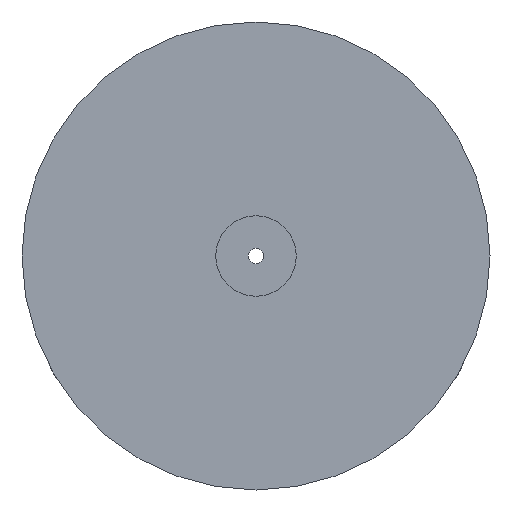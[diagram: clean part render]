
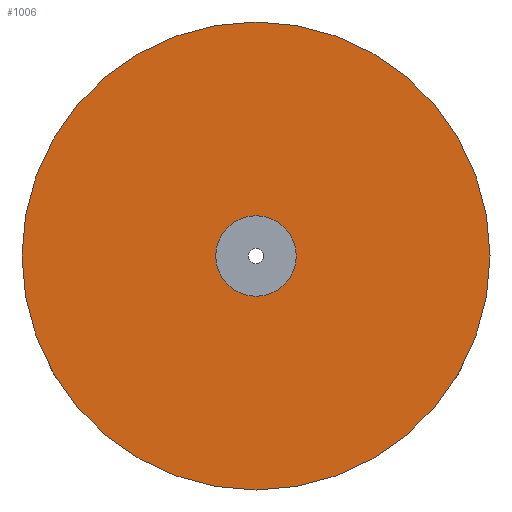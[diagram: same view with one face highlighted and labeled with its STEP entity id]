
A CAD part, front view. The second image highlights one B-rep face of the part: STEP entity #1006.
In plain terms, the highlighted planar face has unit normal (0, -1, 0).
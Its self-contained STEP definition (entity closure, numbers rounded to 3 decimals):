
#8 = ORIENTED_EDGE ( 'NONE', *, *, #770, .F. ) ;
#73 = VERTEX_POINT ( 'NONE', #1127 ) ;
#100 = FACE_OUTER_BOUND ( 'NONE', #965, .T. ) ;
#147 = DIRECTION ( 'NONE',  ( 0., 1., 0. ) ) ;
#178 = VERTEX_POINT ( 'NONE', #650 ) ;
#209 = CARTESIAN_POINT ( 'NONE',  ( 0., 0., 0. ) ) ;
#247 = CARTESIAN_POINT ( 'NONE',  ( 0., 0., 0. ) ) ;
#252 = AXIS2_PLACEMENT_3D ( 'NONE', #1178, #358, #944 ) ;
#321 = CIRCLE ( 'NONE', #591, 45. ) ;
#358 = DIRECTION ( 'NONE',  ( 0., -1., 0. ) ) ;
#414 = CARTESIAN_POINT ( 'NONE',  ( 0., 0., 0. ) ) ;
#436 = ORIENTED_EDGE ( 'NONE', *, *, #580, .F. ) ;
#518 = AXIS2_PLACEMENT_3D ( 'NONE', #1253, #147, #1244 ) ;
#577 = VERTEX_POINT ( 'NONE', #761 ) ;
#580 = EDGE_CURVE ( 'NONE', #73, #577, #798, .T. ) ;
#582 = PLANE ( 'NONE',  #757 ) ;
#591 = AXIS2_PLACEMENT_3D ( 'NONE', #414, #667, #1003 ) ;
#598 = DIRECTION ( 'NONE',  ( 0., -1., 0. ) ) ;
#650 = CARTESIAN_POINT ( 'NONE',  ( 0., 0., 45. ) ) ;
#667 = DIRECTION ( 'NONE',  ( 0., 1., 0. ) ) ;
#692 = FACE_BOUND ( 'NONE', #916, .T. ) ;
#729 = EDGE_CURVE ( 'NONE', #577, #73, #951, .T. ) ;
#757 = AXIS2_PLACEMENT_3D ( 'NONE', #247, #912, #1224 ) ;
#761 = CARTESIAN_POINT ( 'NONE',  ( 0., 0., 7.75 ) ) ;
#770 = EDGE_CURVE ( 'NONE', #178, #895, #321, .T. ) ;
#774 = DIRECTION ( 'NONE',  ( 0., 0., 1. ) ) ;
#798 = CIRCLE ( 'NONE', #252, 7.75 ) ;
#842 = ORIENTED_EDGE ( 'NONE', *, *, #729, .F. ) ;
#855 = CARTESIAN_POINT ( 'NONE',  ( 0., 0., -45. ) ) ;
#895 = VERTEX_POINT ( 'NONE', #855 ) ;
#912 = DIRECTION ( 'NONE',  ( 0., 1., 0. ) ) ;
#916 = EDGE_LOOP ( 'NONE', ( #842, #436 ) ) ;
#944 = DIRECTION ( 'NONE',  ( 0., 0., 1. ) ) ;
#951 = CIRCLE ( 'NONE', #1186, 7.75 ) ;
#965 = EDGE_LOOP ( 'NONE', ( #1193, #8 ) ) ;
#996 = CIRCLE ( 'NONE', #518, 45. ) ;
#1003 = DIRECTION ( 'NONE',  ( 0., 0., 1. ) ) ;
#1006 = ADVANCED_FACE ( 'NONE', ( #692, #100 ), #582, .F. ) ;
#1064 = EDGE_CURVE ( 'NONE', #895, #178, #996, .T. ) ;
#1127 = CARTESIAN_POINT ( 'NONE',  ( 0., 0., -7.75 ) ) ;
#1178 = CARTESIAN_POINT ( 'NONE',  ( 0., 0., 0. ) ) ;
#1186 = AXIS2_PLACEMENT_3D ( 'NONE', #209, #598, #774 ) ;
#1193 = ORIENTED_EDGE ( 'NONE', *, *, #1064, .F. ) ;
#1224 = DIRECTION ( 'NONE',  ( 0., 0., 1. ) ) ;
#1244 = DIRECTION ( 'NONE',  ( 0., 0., 1. ) ) ;
#1253 = CARTESIAN_POINT ( 'NONE',  ( 0., 0., 0. ) ) ;
